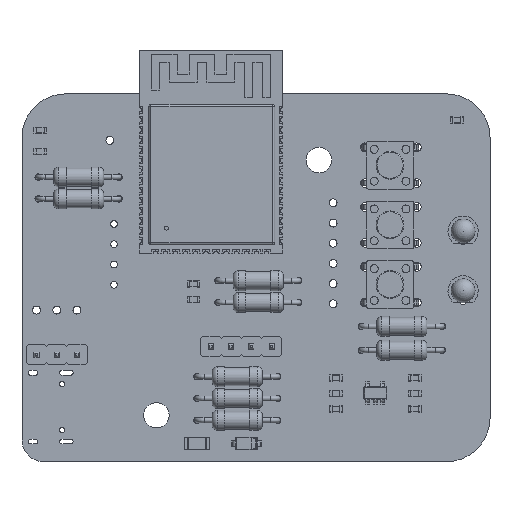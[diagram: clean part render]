
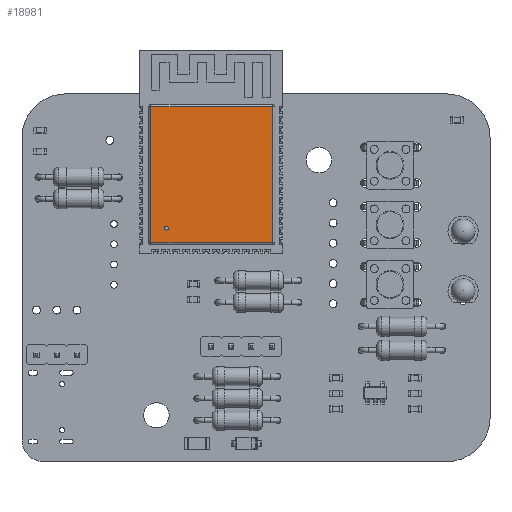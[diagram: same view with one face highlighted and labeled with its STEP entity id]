
A CAD part, top view. The second image highlights one B-rep face of the part: STEP entity #18981.
In plain terms, the highlighted planar face has unit normal (0, 0, 1).
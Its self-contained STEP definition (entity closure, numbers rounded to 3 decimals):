
#18805 = VERTEX_POINT('',#18806);
#18806 = CARTESIAN_POINT('',(-7.55,5.65,3.1));
#18813 = EDGE_CURVE('',#18805,#18814,#18816,.T.);
#18814 = VERTEX_POINT('',#18815);
#18815 = CARTESIAN_POINT('',(7.75,5.65,3.1));
#18816 = LINE('',#18817,#18818);
#18817 = CARTESIAN_POINT('',(-7.8,5.65,3.1));
#18818 = VECTOR('',#18819,1.);
#18819 = DIRECTION('',(1.,0.,0.));
#18981 = ADVANCED_FACE('',(#18982,#19007),#19018,.T.);
#18982 = FACE_BOUND('',#18983,.T.);
#18983 = EDGE_LOOP('',(#18984,#18994,#19000,#19001));
#18984 = ORIENTED_EDGE('',*,*,#18985,.F.);
#18985 = EDGE_CURVE('',#18986,#18988,#18990,.T.);
#18986 = VERTEX_POINT('',#18987);
#18987 = CARTESIAN_POINT('',(7.75,-11.45,3.1));
#18988 = VERTEX_POINT('',#18989);
#18989 = CARTESIAN_POINT('',(-7.55,-11.45,3.1));
#18990 = LINE('',#18991,#18992);
#18991 = CARTESIAN_POINT('',(8.,-11.45,3.1));
#18992 = VECTOR('',#18993,1.);
#18993 = DIRECTION('',(-1.,0.,0.));
#18994 = ORIENTED_EDGE('',*,*,#18995,.F.);
#18995 = EDGE_CURVE('',#18814,#18986,#18996,.T.);
#18996 = LINE('',#18997,#18998);
#18997 = CARTESIAN_POINT('',(7.75,5.9,3.1));
#18998 = VECTOR('',#18999,1.);
#18999 = DIRECTION('',(0.,-1.,0.));
#19000 = ORIENTED_EDGE('',*,*,#18813,.F.);
#19001 = ORIENTED_EDGE('',*,*,#19002,.F.);
#19002 = EDGE_CURVE('',#18988,#18805,#19003,.T.);
#19003 = LINE('',#19004,#19005);
#19004 = CARTESIAN_POINT('',(-7.55,-11.7,3.1));
#19005 = VECTOR('',#19006,1.);
#19006 = DIRECTION('',(0.,1.,0.));
#19007 = FACE_BOUND('',#19008,.T.);
#19008 = EDGE_LOOP('',(#19009));
#19009 = ORIENTED_EDGE('',*,*,#19010,.F.);
#19010 = EDGE_CURVE('',#19011,#19011,#19013,.T.);
#19011 = VERTEX_POINT('',#19012);
#19012 = CARTESIAN_POINT('',(-5.35,-9.6,3.1));
#19013 = CIRCLE('',#19014,0.25);
#19014 = AXIS2_PLACEMENT_3D('',#19015,#19016,#19017);
#19015 = CARTESIAN_POINT('',(-5.6,-9.6,3.1));
#19016 = DIRECTION('',(0.,0.,1.));
#19017 = DIRECTION('',(1.,0.,-0.));
#19018 = PLANE('',#19019);
#19019 = AXIS2_PLACEMENT_3D('',#19020,#19021,#19022);
#19020 = CARTESIAN_POINT('',(0.1,-2.9,3.1));
#19021 = DIRECTION('',(0.,0.,1.));
#19022 = DIRECTION('',(1.,0.,-0.));
